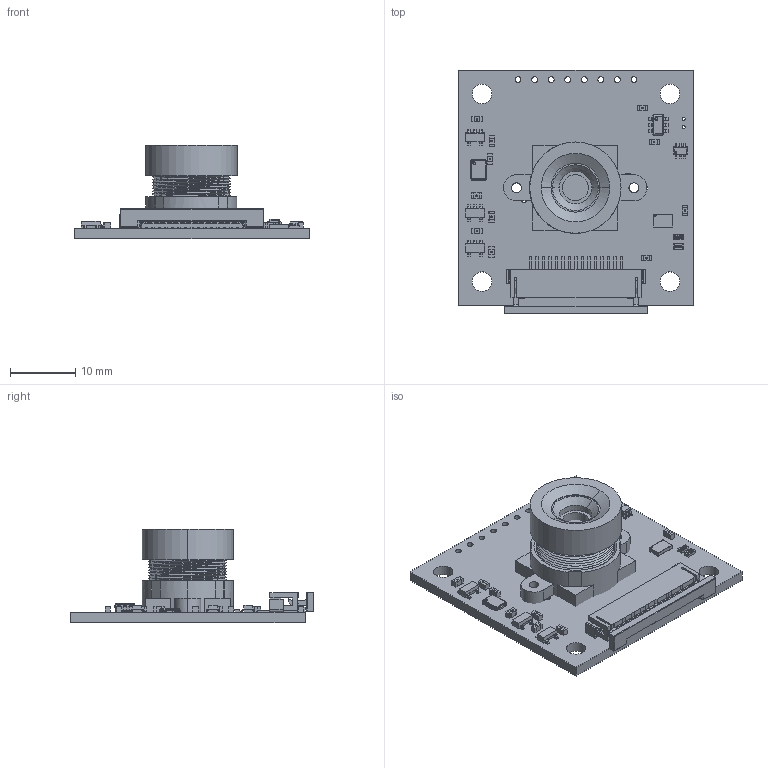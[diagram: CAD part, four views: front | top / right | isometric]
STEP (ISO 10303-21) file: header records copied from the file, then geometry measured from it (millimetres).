
FILE_DESCRIPTION(('Open CASCADE Model'),'2;1');
FILE_NAME('Open CASCADE Shape Model','2019-11-15T19:01:04',('Author'),( 'Open CASCADE'),'Open CASCADE STEP processor 6.2','Open CASCADE 6.2' ,'Unknown');
FILE_SCHEMA(('AUTOMOTIVE_DESIGN { 1 0 10303 214 1 1 1 1 }'));
Length unit declared in the file: millimetre
Products named in the file (50): PCB; Board; U2; 465145888; Extruded; 465146144; R1; R0603; U4; 549627376; U3; G1; User_Library-3225-1; P1; 5584; R2; C3; 0603_C; U1; C7; C8; L1; User_Library-FB_1608; User_Library-FB_1608_Pad001; User_Library-FB_1608_Cut; R3; C9; C10; C12; C6; C13; C14; R4; U5; User_Library-ZXTC2045E6TA; C1; C2; C4; C5; C11 ...
Assembly tree (68 placements, depth 4):
  PCB
    Board
    U2
      465145888
        Extruded
      465146144
        Extruded
    R1
      R0603
    U4
      549627376
    U3
      549627376
    G1
      User_Library-3225-1
    P1
      5584
      5584
    R2
      R0603
    C3
      0603_C
    U1
      549627376
    C7
      0603_C
    C8
      0603_C
    L1
      User_Library-FB_1608
        User_Library-FB_1608_Pad001
        User_Library-FB_1608_Cut
    R3
      R0603
    C9
      0603_C
    C10
      0603_C
    C12
      0603_C
    C6
      0603_C
    C13
      0603_C
    C14
      0603_C
    R4
      R0603
    U5
      User_Library-ZXTC2045E6TA
    C1
      0603_C
    C2
      0603_C
    C4
      0603_C
    C5
      0603_C
    C11
      0603_C
Bounding box: 36 x 37.31 x 14.35 mm (x, y, z)
Volume: 2769.1 mm3; surface area: 6670.1 mm2
Topology: 45 solids, 49 shells, 2643 faces, 7168 edges, 4576 vertices
Faces by surface type: plane 1557, cylinder 530, bspline 290, sphere 128, extrusion 126, torus 6, cone 6
Full cylindrical faces by diameter (mm): 0.5 x2, 0.9 x8, 1.1 x2, 3 x4
Entity records: 162706 total; most frequent: CARTESIAN_POINT 75732, DIRECTION 14004, VECTOR 10052, LINE 10043, ORIENTED_EDGE 8564, PCURVE 8564, DEFINITIONAL_REPRESENTATION 8564, EDGE_CURVE 4282
